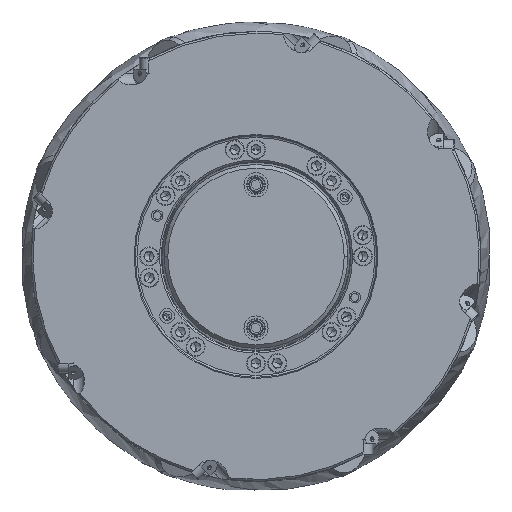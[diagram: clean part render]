
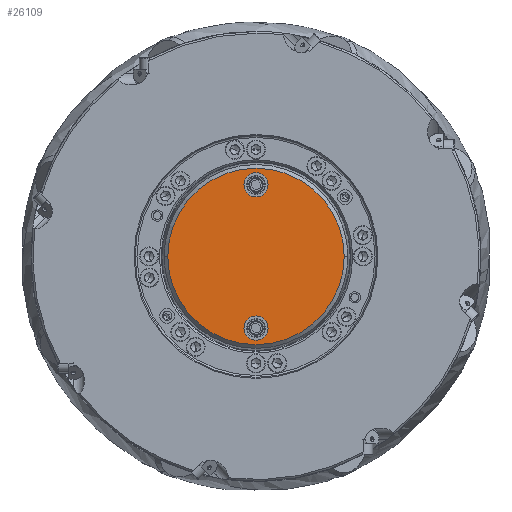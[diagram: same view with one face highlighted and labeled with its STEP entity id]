
A CAD part, top view. The second image highlights one B-rep face of the part: STEP entity #26109.
In plain terms, the highlighted planar face has unit normal (0, 0, 1).
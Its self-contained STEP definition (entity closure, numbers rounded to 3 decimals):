
#189 = CIRCLE ( 'NONE', #63804, 47.442 ) ;
#2228 = DIRECTION ( 'NONE',  ( 0., 0., -1. ) ) ;
#2283 = CIRCLE ( 'NONE', #53801, 6.5 ) ;
#4955 = DIRECTION ( 'NONE',  ( -1., 0., 0. ) ) ;
#5205 = CARTESIAN_POINT ( 'NONE',  ( 0., 0., 63.9 ) ) ;
#6930 = AXIS2_PLACEMENT_3D ( 'NONE', #5205, #42678, #21715 ) ;
#7610 = ORIENTED_EDGE ( 'NONE', *, *, #45591, .F. ) ;
#9017 = DIRECTION ( 'NONE',  ( 0., 0., 1. ) ) ;
#9194 = ORIENTED_EDGE ( 'NONE', *, *, #14475, .F. ) ;
#10416 = VERTEX_POINT ( 'NONE', #20526 ) ;
#10483 = CIRCLE ( 'NONE', #66373, 6.5 ) ;
#12209 = PLANE ( 'NONE',  #44316 ) ;
#13765 = EDGE_LOOP ( 'NONE', ( #34501, #9194 ) ) ;
#14475 = EDGE_CURVE ( 'NONE', #51787, #41031, #2283, .T. ) ;
#14883 = CARTESIAN_POINT ( 'NONE',  ( -6.5, -38.5, 63.9 ) ) ;
#16166 = CARTESIAN_POINT ( 'NONE',  ( 0., 38.5, 63.9 ) ) ;
#17377 = EDGE_LOOP ( 'NONE', ( #7610, #39599 ) ) ;
#19684 = DIRECTION ( 'NONE',  ( 1., 0., 0. ) ) ;
#20526 = CARTESIAN_POINT ( 'NONE',  ( 47.442, 0., 63.9 ) ) ;
#21715 = DIRECTION ( 'NONE',  ( 1., 0., 0. ) ) ;
#22182 = FACE_OUTER_BOUND ( 'NONE', #65884, .T. ) ;
#22268 = EDGE_CURVE ( 'NONE', #25527, #50217, #37452, .T. ) ;
#23276 = EDGE_CURVE ( 'NONE', #66050, #10416, #189, .T. ) ;
#23444 = CIRCLE ( 'NONE', #54071, 6.5 ) ;
#24281 = EDGE_CURVE ( 'NONE', #10416, #66050, #66096, .T. ) ;
#25527 = VERTEX_POINT ( 'NONE', #55948 ) ;
#26109 = ADVANCED_FACE ( 'NONE', ( #27692, #28377, #22182 ), #12209, .F. ) ;
#27219 = DIRECTION ( 'NONE',  ( 1., 0., 0. ) ) ;
#27692 = FACE_BOUND ( 'NONE', #13765, .T. ) ;
#28377 = FACE_BOUND ( 'NONE', #17377, .T. ) ;
#28655 = ORIENTED_EDGE ( 'NONE', *, *, #23276, .T. ) ;
#32006 = CARTESIAN_POINT ( 'NONE',  ( 0., -38.5, 63.9 ) ) ;
#34501 = ORIENTED_EDGE ( 'NONE', *, *, #39402, .F. ) ;
#37166 = CARTESIAN_POINT ( 'NONE',  ( 0., 0., 63.9 ) ) ;
#37452 = CIRCLE ( 'NONE', #57099, 6.5 ) ;
#38129 = DIRECTION ( 'NONE',  ( 1., 0., 0. ) ) ;
#39402 = EDGE_CURVE ( 'NONE', #41031, #51787, #10483, .T. ) ;
#39599 = ORIENTED_EDGE ( 'NONE', *, *, #22268, .F. ) ;
#41031 = VERTEX_POINT ( 'NONE', #53524 ) ;
#42678 = DIRECTION ( 'NONE',  ( 0., 0., 1. ) ) ;
#43152 = DIRECTION ( 'NONE',  ( -1., 0., 0. ) ) ;
#44316 = AXIS2_PLACEMENT_3D ( 'NONE', #49300, #2228, #43152 ) ;
#45591 = EDGE_CURVE ( 'NONE', #50217, #25527, #23444, .T. ) ;
#47408 = DIRECTION ( 'NONE',  ( 0., 0., 1. ) ) ;
#47566 = CARTESIAN_POINT ( 'NONE',  ( 0., -38.5, 63.9 ) ) ;
#49300 = CARTESIAN_POINT ( 'NONE',  ( 0., 0., 63.9 ) ) ;
#50217 = VERTEX_POINT ( 'NONE', #61520 ) ;
#50673 = ORIENTED_EDGE ( 'NONE', *, *, #24281, .T. ) ;
#51368 = DIRECTION ( 'NONE',  ( 0., 0., 1. ) ) ;
#51787 = VERTEX_POINT ( 'NONE', #14883 ) ;
#52914 = DIRECTION ( 'NONE',  ( 0., 0., 1. ) ) ;
#53524 = CARTESIAN_POINT ( 'NONE',  ( 6.5, -38.5, 63.9 ) ) ;
#53801 = AXIS2_PLACEMENT_3D ( 'NONE', #47566, #51368, #4955 ) ;
#54071 = AXIS2_PLACEMENT_3D ( 'NONE', #16166, #47408, #38129 ) ;
#55131 = CARTESIAN_POINT ( 'NONE',  ( -47.442, 0., 63.9 ) ) ;
#55350 = CARTESIAN_POINT ( 'NONE',  ( 0., 38.5, 63.9 ) ) ;
#55948 = CARTESIAN_POINT ( 'NONE',  ( -6.5, 38.5, 63.9 ) ) ;
#57099 = AXIS2_PLACEMENT_3D ( 'NONE', #55350, #9017, #19684 ) ;
#58060 = DIRECTION ( 'NONE',  ( 0., 0., 1. ) ) ;
#61520 = CARTESIAN_POINT ( 'NONE',  ( 6.5, 38.5, 63.9 ) ) ;
#61859 = DIRECTION ( 'NONE',  ( -1., 0., 0. ) ) ;
#63804 = AXIS2_PLACEMENT_3D ( 'NONE', #37166, #58060, #27219 ) ;
#65884 = EDGE_LOOP ( 'NONE', ( #28655, #50673 ) ) ;
#66050 = VERTEX_POINT ( 'NONE', #55131 ) ;
#66096 = CIRCLE ( 'NONE', #6930, 47.442 ) ;
#66373 = AXIS2_PLACEMENT_3D ( 'NONE', #32006, #52914, #61859 ) ;
